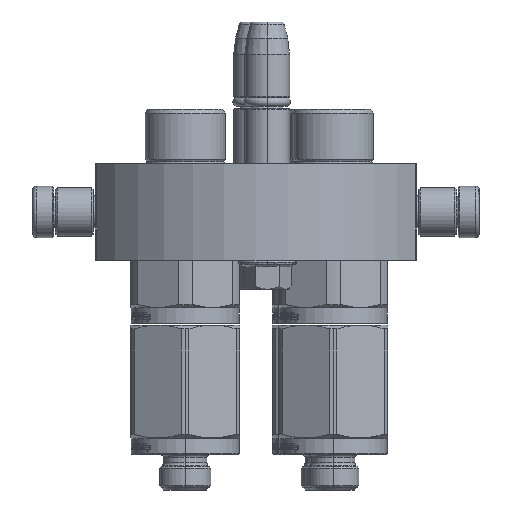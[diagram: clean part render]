
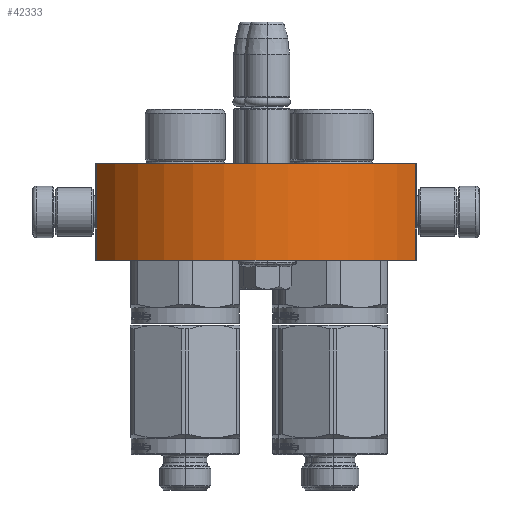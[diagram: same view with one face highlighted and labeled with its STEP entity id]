
A CAD part, left-side view. The second image highlights one B-rep face of the part: STEP entity #42333.
In plain terms, the highlighted cylindrical face has radius 57.25 mm (diameter 114.5 mm), a partial arc.
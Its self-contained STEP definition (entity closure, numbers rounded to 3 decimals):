
#270 = EDGE_CURVE ( 'NONE', #40708, #60138, #50225, .T. ) ;
#1413 = DIRECTION ( 'NONE',  ( 0., 1., 0. ) ) ;
#6160 = AXIS2_PLACEMENT_3D ( 'NONE', #53845, #30902, #40054 ) ;
#8562 = ORIENTED_EDGE ( 'NONE', *, *, #270, .F. ) ;
#8938 = CARTESIAN_POINT ( 'NONE',  ( 0., 0., 0. ) ) ;
#10796 = AXIS2_PLACEMENT_3D ( 'NONE', #8938, #33694, #24506 ) ;
#11296 = AXIS2_PLACEMENT_3D ( 'NONE', #33935, #38689, #29341 ) ;
#12455 = EDGE_CURVE ( 'NONE', #60138, #45544, #20059, .T. ) ;
#13107 = CARTESIAN_POINT ( 'NONE',  ( 49.5, 0., -28.763 ) ) ;
#15221 = EDGE_LOOP ( 'NONE', ( #47556, #8562, #16182, #21586 ) ) ;
#16182 = ORIENTED_EDGE ( 'NONE', *, *, #34955, .T. ) ;
#16527 = CARTESIAN_POINT ( 'NONE',  ( 49.5, 0., -28.763 ) ) ;
#16938 = VERTEX_POINT ( 'NONE', #31474 ) ;
#20059 = CIRCLE ( 'NONE', #6160, 57.25 ) ;
#21316 = FACE_OUTER_BOUND ( 'NONE', #15221, .T. ) ;
#21586 = ORIENTED_EDGE ( 'NONE', *, *, #44172, .T. ) ;
#23517 = CYLINDRICAL_SURFACE ( 'NONE', #10796, 57.25 ) ;
#24506 = DIRECTION ( 'NONE',  ( 1., 0., 0. ) ) ;
#26972 = LINE ( 'NONE', #43126, #31543 ) ;
#29341 = DIRECTION ( 'NONE',  ( 0.865, 0., -0.502 ) ) ;
#30114 = CARTESIAN_POINT ( 'NONE',  ( 49.5, 30., -28.763 ) ) ;
#30902 = DIRECTION ( 'NONE',  ( 0., 1., 0. ) ) ;
#31474 = CARTESIAN_POINT ( 'NONE',  ( -49.5, 0., -28.763 ) ) ;
#31543 = VECTOR ( 'NONE', #1413, 1000. ) ;
#33694 = DIRECTION ( 'NONE',  ( 0., -1., 0. ) ) ;
#33935 = CARTESIAN_POINT ( 'NONE',  ( 0., 0., 0. ) ) ;
#34955 = EDGE_CURVE ( 'NONE', #40708, #16938, #45981, .T. ) ;
#38689 = DIRECTION ( 'NONE',  ( 0., 1., 0. ) ) ;
#40054 = DIRECTION ( 'NONE',  ( 0.865, 0., -0.502 ) ) ;
#40708 = VERTEX_POINT ( 'NONE', #13107 ) ;
#42333 = ADVANCED_FACE ( 'NONE', ( #21316 ), #23517, .T. ) ;
#43126 = CARTESIAN_POINT ( 'NONE',  ( -49.5, 0., -28.763 ) ) ;
#44172 = EDGE_CURVE ( 'NONE', #16938, #45544, #26972, .T. ) ;
#45544 = VERTEX_POINT ( 'NONE', #47249 ) ;
#45981 = CIRCLE ( 'NONE', #11296, 57.25 ) ;
#47249 = CARTESIAN_POINT ( 'NONE',  ( -49.5, 30., -28.763 ) ) ;
#47556 = ORIENTED_EDGE ( 'NONE', *, *, #12455, .F. ) ;
#48749 = VECTOR ( 'NONE', #49884, 1000. ) ;
#49884 = DIRECTION ( 'NONE',  ( 0., 1., 0. ) ) ;
#50225 = LINE ( 'NONE', #16527, #48749 ) ;
#53845 = CARTESIAN_POINT ( 'NONE',  ( 0., 30., 0. ) ) ;
#60138 = VERTEX_POINT ( 'NONE', #30114 ) ;
